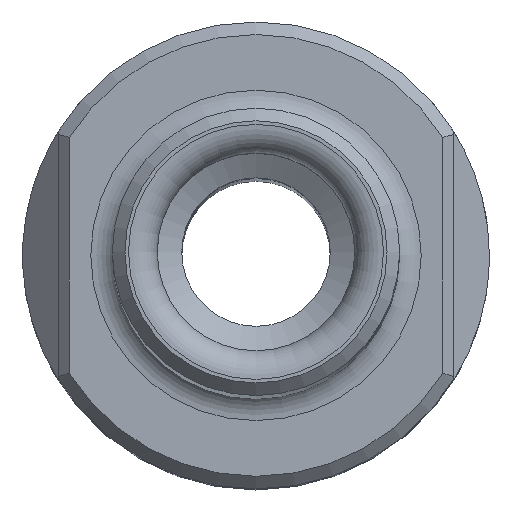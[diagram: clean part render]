
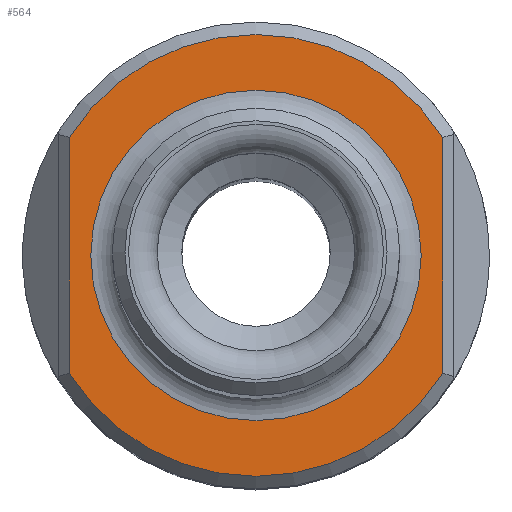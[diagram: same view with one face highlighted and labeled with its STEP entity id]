
A CAD part, top view. The second image highlights one B-rep face of the part: STEP entity #564.
In plain terms, the highlighted planar face has unit normal (0, 0, 1).
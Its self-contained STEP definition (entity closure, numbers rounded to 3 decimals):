
#31=PLANE('',#607);
#46=LINE('',#803,#56);
#47=LINE('',#807,#57);
#56=VECTOR('',#686,1000.);
#57=VECTOR('',#689,1000.);
#85=ORIENTED_EDGE('',*,*,#170,.F.);
#86=ORIENTED_EDGE('',*,*,#171,.T.);
#87=ORIENTED_EDGE('',*,*,#172,.T.);
#88=ORIENTED_EDGE('',*,*,#173,.T.);
#89=ORIENTED_EDGE('',*,*,#174,.T.);
#170=EDGE_CURVE('',#213,#213,#242,.T.);
#171=EDGE_CURVE('',#214,#215,#243,.F.);
#172=EDGE_CURVE('',#215,#216,#46,.T.);
#173=EDGE_CURVE('',#216,#217,#244,.F.);
#174=EDGE_CURVE('',#217,#214,#47,.T.);
#213=VERTEX_POINT('',#799);
#214=VERTEX_POINT('',#801);
#215=VERTEX_POINT('',#802);
#216=VERTEX_POINT('',#804);
#217=VERTEX_POINT('',#806);
#242=CIRCLE('',#608,4.6);
#243=CIRCLE('',#609,6.15);
#244=CIRCLE('',#610,6.15);
#265=EDGE_LOOP('',(#85));
#266=EDGE_LOOP('',(#86,#87,#88,#89));
#313=FACE_BOUND('',#265,.T.);
#314=FACE_BOUND('',#266,.T.);
#564=ADVANCED_FACE('',(#313,#314),#31,.F.);
#607=AXIS2_PLACEMENT_3D('',#797,#680,#681);
#608=AXIS2_PLACEMENT_3D('',#798,#682,#683);
#609=AXIS2_PLACEMENT_3D('',#800,#684,#685);
#610=AXIS2_PLACEMENT_3D('',#805,#687,#688);
#680=DIRECTION('',(0.,0.,-1.));
#681=DIRECTION('',(-1.,0.,0.));
#682=DIRECTION('',(0.,0.,1.));
#683=DIRECTION('',(1.,0.,0.));
#684=DIRECTION('',(0.,0.,-1.));
#685=DIRECTION('',(-1.,0.,0.));
#686=DIRECTION('',(0.,-1.,0.));
#687=DIRECTION('',(0.,0.,-1.));
#688=DIRECTION('',(-1.,0.,0.));
#689=DIRECTION('',(0.,1.,0.));
#797=CARTESIAN_POINT('',(6.5,0.,26.5));
#798=CARTESIAN_POINT('',(0.,0.,26.5));
#799=CARTESIAN_POINT('',(4.6,0.,26.5));
#800=CARTESIAN_POINT('',(0.,0.,26.5));
#801=CARTESIAN_POINT('',(5.2,3.284,26.5));
#802=CARTESIAN_POINT('',(-5.2,3.284,26.5));
#803=CARTESIAN_POINT('',(-5.2,0.,26.5));
#804=CARTESIAN_POINT('',(-5.2,-3.284,26.5));
#805=CARTESIAN_POINT('',(0.,0.,26.5));
#806=CARTESIAN_POINT('',(5.2,-3.284,26.5));
#807=CARTESIAN_POINT('',(5.2,2.752,26.5));
